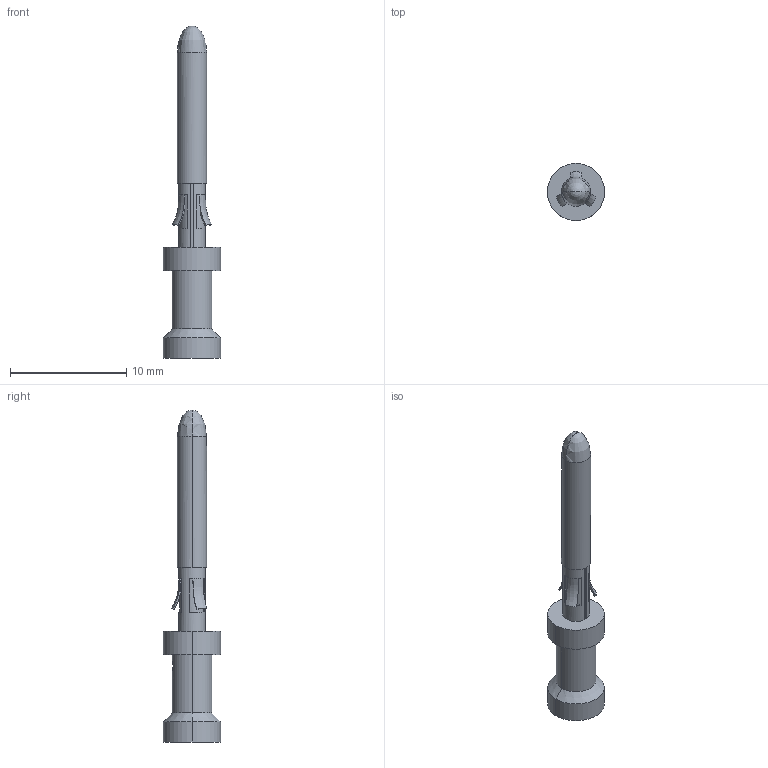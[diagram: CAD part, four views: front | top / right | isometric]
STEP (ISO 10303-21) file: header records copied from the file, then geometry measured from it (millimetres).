
FILE_DESCRIPTION(/* description */ (''),/* implementation_level */ '2;1');
FILE_NAME(/* name */ '3D_1010192101002_CEGM-2.5_N_V1.0_stp.stp',/* time_stamp */ '2023-12-15T14:55:28+08:00',/* author */ (''),/* organization */ (''),/* preprocessor_version */ 'ST-DEVELOPER v18.1',/* originating_system */ 'SIEMENS PLM Software NX 1980',/* authorisation */ '');
FILE_SCHEMA (('AUTOMOTIVE_DESIGN { 1 0 10303 214 3 1 1 1 }'));
Length unit declared in the file: millimetre
Products named in the file (1): 3D_1010192101002_CEGM-2.5_N_V1.0_stp
Bounding box: 4.9 x 4.9 x 28.5 mm (x, y, z)
Volume: 177.7 mm3; surface area: 388.5 mm2
Topology: 2 solids, 2 shells, 62 faces, 150 edges, 94 vertices
Faces by surface type: plane 24, cylinder 18, cone 12, torus 3, bspline 3, revolution 2
Entity records: 2154 total; most frequent: CARTESIAN_POINT 770, ORIENTED_EDGE 292, DIRECTION 264, EDGE_CURVE 146, AXIS2_PLACEMENT_3D 106, VERTEX_POINT 94, EDGE_LOOP 70, ADVANCED_FACE 61
